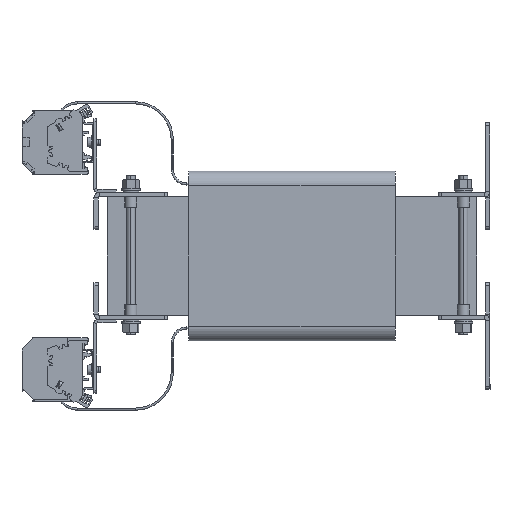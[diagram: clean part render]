
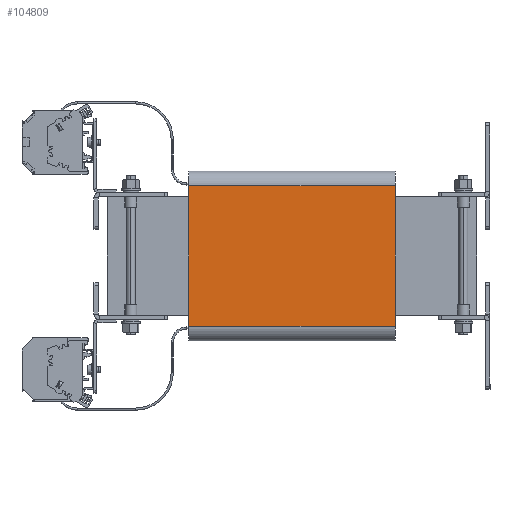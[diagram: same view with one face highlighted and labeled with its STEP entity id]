
A CAD part, left-side view. The second image highlights one B-rep face of the part: STEP entity #104809.
In plain terms, the highlighted planar face has unit normal (-1, 0, 0).
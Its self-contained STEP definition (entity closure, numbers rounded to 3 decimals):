
#7547 = DIRECTION ( 'NONE',  ( 0., -1., 0. ) ) ;
#9479 = ORIENTED_EDGE ( 'NONE', *, *, #68468, .F. ) ;
#11365 = EDGE_CURVE ( 'NONE', #18136, #104414, #122879, .T. ) ;
#17158 = EDGE_CURVE ( 'NONE', #52470, #68323, #67617, .T. ) ;
#18134 = CARTESIAN_POINT ( 'NONE',  ( -98.75, -64.594, 47.389 ) ) ;
#18136 = VERTEX_POINT ( 'NONE', #93094 ) ;
#20385 = AXIS2_PLACEMENT_3D ( 'NONE', #118648, #129557, #142653 ) ;
#23218 = VECTOR ( 'NONE', #46888, 1000. ) ;
#46304 = PLANE ( 'NONE',  #20385 ) ;
#46888 = DIRECTION ( 'NONE',  ( 0., 0., 1. ) ) ;
#48654 = CARTESIAN_POINT ( 'NONE',  ( -98.75, 75.406, 47.389 ) ) ;
#52240 = DIRECTION ( 'NONE',  ( 0., 0., 1. ) ) ;
#52470 = VERTEX_POINT ( 'NONE', #48654 ) ;
#52991 = CARTESIAN_POINT ( 'NONE',  ( -98.75, -64.594, 47.389 ) ) ;
#57010 = CARTESIAN_POINT ( 'NONE',  ( -98.75, 75.406, 47.389 ) ) ;
#59416 = VECTOR ( 'NONE', #7547, 1000. ) ;
#64443 = EDGE_LOOP ( 'NONE', ( #137507, #71605, #9479, #91130 ) ) ;
#67617 = LINE ( 'NONE', #80074, #59416 ) ;
#68323 = VERTEX_POINT ( 'NONE', #18134 ) ;
#68468 = EDGE_CURVE ( 'NONE', #18136, #52470, #153288, .T. ) ;
#71605 = ORIENTED_EDGE ( 'NONE', *, *, #17158, .F. ) ;
#75487 = DIRECTION ( 'NONE',  ( 0., -1., 0. ) ) ;
#80074 = CARTESIAN_POINT ( 'NONE',  ( -98.75, 75.406, 47.389 ) ) ;
#84893 = EDGE_CURVE ( 'NONE', #104414, #68323, #92427, .T. ) ;
#91130 = ORIENTED_EDGE ( 'NONE', *, *, #11365, .T. ) ;
#92427 = LINE ( 'NONE', #52991, #152018 ) ;
#93094 = CARTESIAN_POINT ( 'NONE',  ( -98.75, 75.406, -47.611 ) ) ;
#98791 = CARTESIAN_POINT ( 'NONE',  ( -98.75, 75.406, -47.611 ) ) ;
#104414 = VERTEX_POINT ( 'NONE', #109480 ) ;
#104809 = ADVANCED_FACE ( 'NONE', ( #107003 ), #46304, .F. ) ;
#107003 = FACE_OUTER_BOUND ( 'NONE', #64443, .T. ) ;
#109480 = CARTESIAN_POINT ( 'NONE',  ( -98.75, -64.594, -47.611 ) ) ;
#118648 = CARTESIAN_POINT ( 'NONE',  ( -98.75, 75.406, 47.389 ) ) ;
#122879 = LINE ( 'NONE', #98791, #140152 ) ;
#129557 = DIRECTION ( 'NONE',  ( 1., 0., 0. ) ) ;
#137507 = ORIENTED_EDGE ( 'NONE', *, *, #84893, .T. ) ;
#140152 = VECTOR ( 'NONE', #75487, 1000. ) ;
#142653 = DIRECTION ( 'NONE',  ( 0., 0., -1. ) ) ;
#152018 = VECTOR ( 'NONE', #52240, 1000. ) ;
#153288 = LINE ( 'NONE', #57010, #23218 ) ;
